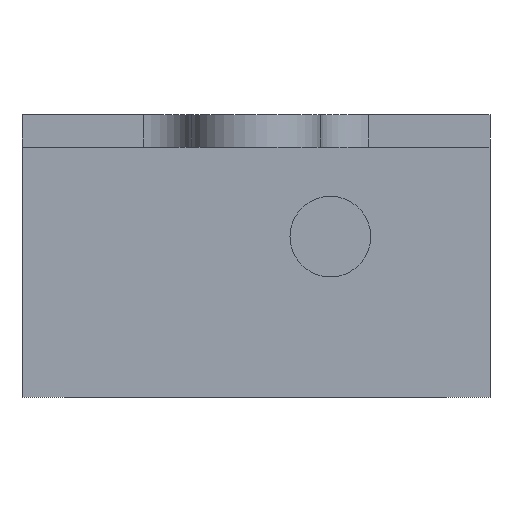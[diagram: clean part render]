
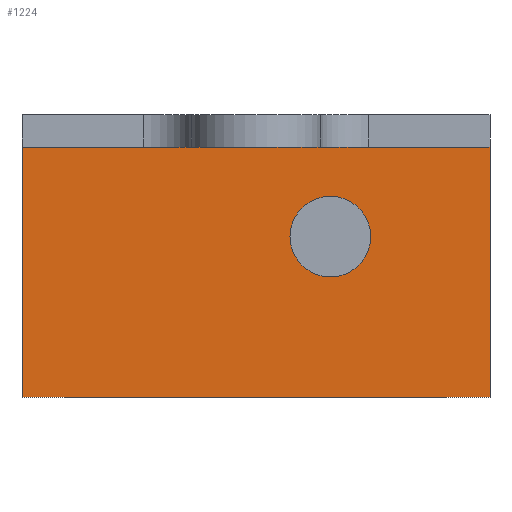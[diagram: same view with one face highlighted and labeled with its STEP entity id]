
A CAD part, left-side view. The second image highlights one B-rep face of the part: STEP entity #1224.
In plain terms, the highlighted planar face has unit normal (-1, 0, 0).
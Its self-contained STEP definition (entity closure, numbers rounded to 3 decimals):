
#31=FACE_BOUND('',#188,.T.);
#54=PLANE('',#1308);
#107=FACE_OUTER_BOUND('',#187,.T.);
#187=EDGE_LOOP('',(#919,#920,#921,#922));
#188=EDGE_LOOP('',(#923));
#281=LINE('',#1844,#406);
#289=LINE('',#1860,#414);
#290=LINE('',#1863,#415);
#291=LINE('',#1864,#416);
#406=VECTOR('',#1476,10.);
#414=VECTOR('',#1492,10.);
#415=VECTOR('',#1495,10.);
#416=VECTOR('',#1496,10.);
#503=CIRCLE('',#1283,2.5);
#550=VERTEX_POINT('',#1766);
#574=VERTEX_POINT('',#1837);
#577=VERTEX_POINT('',#1842);
#581=VERTEX_POINT('',#1858);
#582=VERTEX_POINT('',#1862);
#663=EDGE_CURVE('',#550,#550,#503,.T.);
#700=EDGE_CURVE('',#577,#574,#281,.T.);
#708=EDGE_CURVE('',#577,#581,#289,.T.);
#709=EDGE_CURVE('',#582,#581,#290,.T.);
#710=EDGE_CURVE('',#574,#582,#291,.T.);
#919=ORIENTED_EDGE('',*,*,#708,.T.);
#920=ORIENTED_EDGE('',*,*,#709,.F.);
#921=ORIENTED_EDGE('',*,*,#710,.F.);
#922=ORIENTED_EDGE('',*,*,#700,.F.);
#923=ORIENTED_EDGE('',*,*,#663,.T.);
#1224=ADVANCED_FACE('',(#107,#31),#54,.T.);
#1283=AXIS2_PLACEMENT_3D('',#1768,#1406,#1407);
#1308=AXIS2_PLACEMENT_3D('',#1861,#1493,#1494);
#1406=DIRECTION('center_axis',(1.,0.,0.));
#1407=DIRECTION('ref_axis',(0.,1.,0.));
#1476=DIRECTION('',(0.,1.,0.));
#1492=DIRECTION('',(0.,0.,1.));
#1493=DIRECTION('center_axis',(-1.,0.,0.));
#1494=DIRECTION('ref_axis',(0.,-1.,0.));
#1495=DIRECTION('',(0.,-1.,0.));
#1496=DIRECTION('',(0.,0.,1.));
#1766=CARTESIAN_POINT('',(-18.5,-8.514,6.081));
#1768=CARTESIAN_POINT('Origin',(-18.5,-6.014,6.081));
#1837=CARTESIAN_POINT('',(-18.5,13.092,-3.87));
#1842=CARTESIAN_POINT('',(-18.5,-15.908,-3.87));
#1844=CARTESIAN_POINT('',(-18.5,-15.908,-3.87));
#1858=CARTESIAN_POINT('',(-18.5,-15.908,11.63));
#1860=CARTESIAN_POINT('',(-18.5,-15.908,0.63));
#1861=CARTESIAN_POINT('Origin',(-18.5,13.092,0.63));
#1862=CARTESIAN_POINT('',(-18.5,13.092,11.63));
#1863=CARTESIAN_POINT('',(-18.5,-15.908,11.63));
#1864=CARTESIAN_POINT('',(-18.5,13.092,0.63));
